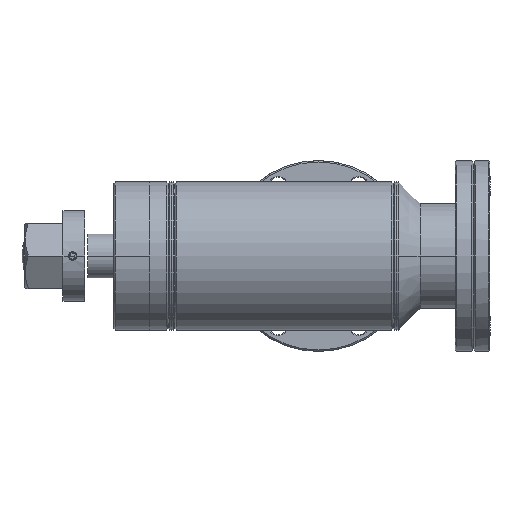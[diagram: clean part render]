
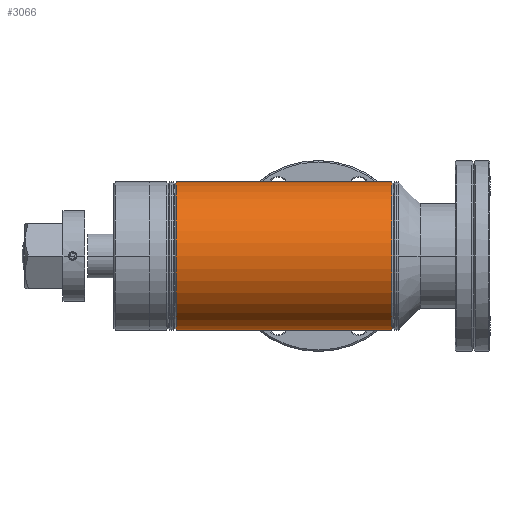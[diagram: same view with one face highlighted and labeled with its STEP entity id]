
A CAD part, left-side view. The second image highlights one B-rep face of the part: STEP entity #3066.
In plain terms, the highlighted cylindrical face has radius 27 mm (diameter 54 mm), a partial arc.
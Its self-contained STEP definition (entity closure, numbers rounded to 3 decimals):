
#18 = AXIS2_PLACEMENT_3D ( 'NONE', #9970, #2815, #7591 ) ;
#160 = DIRECTION ( 'NONE',  ( 0., -1., 0. ) ) ;
#173 = AXIS2_PLACEMENT_3D ( 'NONE', #7066, #160, #9427 ) ;
#947 = ORIENTED_EDGE ( 'NONE', *, *, #13558, .T. ) ;
#979 = VECTOR ( 'NONE', #6717, 1000. ) ;
#994 = CARTESIAN_POINT ( 'NONE',  ( 0., 82., -27. ) ) ;
#1799 = CARTESIAN_POINT ( 'NONE',  ( -27., 1.8, 0. ) ) ;
#2026 = ORIENTED_EDGE ( 'NONE', *, *, #14914, .T. ) ;
#2746 = VERTEX_POINT ( 'NONE', #6829 ) ;
#2797 = CARTESIAN_POINT ( 'NONE',  ( 0., 80.2, 27. ) ) ;
#2815 = DIRECTION ( 'NONE',  ( 0., 1., 0. ) ) ;
#3066 = ADVANCED_FACE ( 'NONE', ( #14543 ), #7889, .T. ) ;
#3517 = VERTEX_POINT ( 'NONE', #1799 ) ;
#3550 = LINE ( 'NONE', #8240, #979 ) ;
#4471 = EDGE_CURVE ( 'NONE', #6316, #13880, #5227, .T. ) ;
#4771 = CIRCLE ( 'NONE', #18, 27. ) ;
#5227 = CIRCLE ( 'NONE', #173, 27. ) ;
#5456 = ORIENTED_EDGE ( 'NONE', *, *, #12744, .F. ) ;
#5824 = EDGE_LOOP ( 'NONE', ( #5456, #8935, #2026, #947, #8969 ) ) ;
#6316 = VERTEX_POINT ( 'NONE', #2797 ) ;
#6317 = LINE ( 'NONE', #994, #12850 ) ;
#6717 = DIRECTION ( 'NONE',  ( 0., -1., 0. ) ) ;
#6798 = CARTESIAN_POINT ( 'NONE',  ( 0., 1.8, 0. ) ) ;
#6829 = CARTESIAN_POINT ( 'NONE',  ( 0., 1.8, 27. ) ) ;
#6866 = CARTESIAN_POINT ( 'NONE',  ( 0., 1.8, -27. ) ) ;
#6900 = CARTESIAN_POINT ( 'NONE',  ( 0., 80.2, -27. ) ) ;
#7066 = CARTESIAN_POINT ( 'NONE',  ( 0., 80.2, 0. ) ) ;
#7591 = DIRECTION ( 'NONE',  ( 0., 0., -1. ) ) ;
#7889 = CYLINDRICAL_SURFACE ( 'NONE', #14331, 27. ) ;
#8240 = CARTESIAN_POINT ( 'NONE',  ( 0., 82., 27. ) ) ;
#8935 = ORIENTED_EDGE ( 'NONE', *, *, #4471, .T. ) ;
#8969 = ORIENTED_EDGE ( 'NONE', *, *, #9506, .T. ) ;
#9167 = DIRECTION ( 'NONE',  ( 0., 0., -1. ) ) ;
#9333 = DIRECTION ( 'NONE',  ( 0., -1., 0. ) ) ;
#9427 = DIRECTION ( 'NONE',  ( 0., 0., -1. ) ) ;
#9506 = EDGE_CURVE ( 'NONE', #3517, #2746, #4771, .T. ) ;
#9970 = CARTESIAN_POINT ( 'NONE',  ( 0., 1.8, 0. ) ) ;
#10569 = VERTEX_POINT ( 'NONE', #6866 ) ;
#10773 = DIRECTION ( 'NONE',  ( 0., -1., 0. ) ) ;
#12744 = EDGE_CURVE ( 'NONE', #6316, #2746, #3550, .T. ) ;
#12850 = VECTOR ( 'NONE', #9333, 1000. ) ;
#13265 = DIRECTION ( 'NONE',  ( 0., 0., -1. ) ) ;
#13558 = EDGE_CURVE ( 'NONE', #10569, #3517, #13943, .T. ) ;
#13880 = VERTEX_POINT ( 'NONE', #6900 ) ;
#13943 = CIRCLE ( 'NONE', #14215, 27. ) ;
#14215 = AXIS2_PLACEMENT_3D ( 'NONE', #6798, #15150, #9167 ) ;
#14331 = AXIS2_PLACEMENT_3D ( 'NONE', #14436, #10773, #13265 ) ;
#14436 = CARTESIAN_POINT ( 'NONE',  ( 0., 82., 0. ) ) ;
#14543 = FACE_OUTER_BOUND ( 'NONE', #5824, .T. ) ;
#14914 = EDGE_CURVE ( 'NONE', #13880, #10569, #6317, .T. ) ;
#15150 = DIRECTION ( 'NONE',  ( 0., 1., 0. ) ) ;
